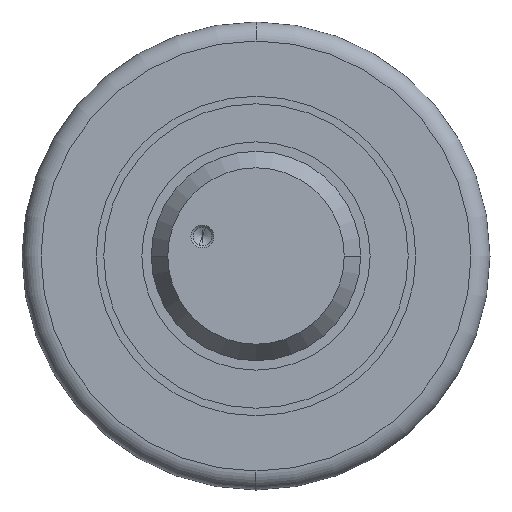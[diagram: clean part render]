
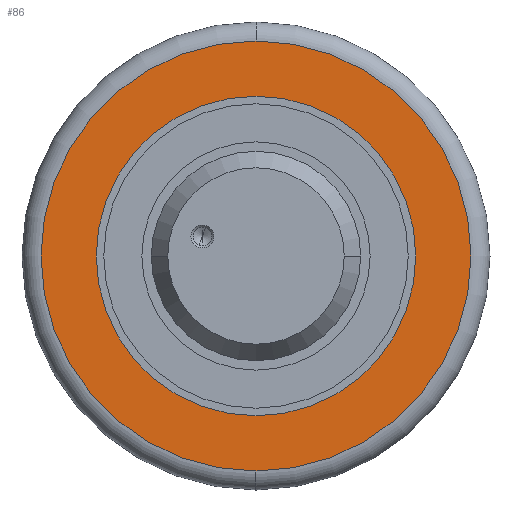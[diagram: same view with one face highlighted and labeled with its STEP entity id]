
A CAD part, left-side view. The second image highlights one B-rep face of the part: STEP entity #86.
In plain terms, the highlighted planar face has unit normal (-1, 0, 0).
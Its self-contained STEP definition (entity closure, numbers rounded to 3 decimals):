
#86=ADVANCED_FACE('',(#182,#183),#184,.T.);
#182=FACE_BOUND('',#294,.T.);
#183=FACE_OUTER_BOUND('',#295,.T.);
#184=PLANE('',#296);
#294=EDGE_LOOP('',(#624,#625));
#295=EDGE_LOOP('',(#626,#627,#628));
#296=AXIS2_PLACEMENT_3D('',#629,#630,#631);
#624=ORIENTED_EDGE('',*,*,#818,.T.);
#625=ORIENTED_EDGE('',*,*,#754,.T.);
#626=ORIENTED_EDGE('',*,*,#731,.T.);
#627=ORIENTED_EDGE('',*,*,#823,.T.);
#628=ORIENTED_EDGE('',*,*,#732,.T.);
#629=CARTESIAN_POINT('',(14.0,28.25,0.));
#630=DIRECTION('',(-1.0,0.,0.));
#631=DIRECTION('',(0.,1.0,0.));
#731=EDGE_CURVE('',#866,#864,#867,.T.);
#732=EDGE_CURVE('',#858,#866,#868,.T.);
#754=EDGE_CURVE('',#903,#907,#909,.T.);
#818=EDGE_CURVE('',#907,#903,#1012,.T.);
#823=EDGE_CURVE('',#864,#858,#1017,.T.);
#858=VERTEX_POINT('',#1058);
#864=VERTEX_POINT('',#1064);
#866=VERTEX_POINT('',#1066);
#867=CIRCLE('',#1067,56.5);
#868=CIRCLE('',#1068,56.5);
#903=VERTEX_POINT('',#1109);
#907=VERTEX_POINT('',#1114);
#909=CIRCLE('',#1117,42.0);
#1012=CIRCLE('',#1429,42.0);
#1017=CIRCLE('',#1434,56.5);
#1058=CARTESIAN_POINT('',(14.0,0.,56.5));
#1064=CARTESIAN_POINT('',(14.0,0.,-56.5));
#1066=CARTESIAN_POINT('',(14.0,56.5,0.));
#1067=AXIS2_PLACEMENT_3D('',#1480,#1481,#1482);
#1068=AXIS2_PLACEMENT_3D('',#1483,#1484,#1485);
#1109=CARTESIAN_POINT('',(14.0,0.,-42.0));
#1114=CARTESIAN_POINT('',(14.0,0.,42.0));
#1117=AXIS2_PLACEMENT_3D('',#1533,#1534,#1535);
#1429=AXIS2_PLACEMENT_3D('',#1635,#1636,#1637);
#1434=AXIS2_PLACEMENT_3D('',#1650,#1651,#1652);
#1480=CARTESIAN_POINT('',(14.0,0.0,0.));
#1481=DIRECTION('',(-1.0,0.0,0.));
#1482=DIRECTION('',(0.0,1.0,0.0));
#1483=CARTESIAN_POINT('',(14.0,0.0,0.));
#1484=DIRECTION('',(-1.0,0.0,0.));
#1485=DIRECTION('',(0.0,1.0,0.0));
#1533=CARTESIAN_POINT('',(14.0,0.0,0.0));
#1534=DIRECTION('',(1.0,0.,0.));
#1535=DIRECTION('',(0.,0.,-1.0));
#1635=CARTESIAN_POINT('',(14.0,0.0,0.0));
#1636=DIRECTION('',(1.0,0.,0.));
#1637=DIRECTION('',(0.,0.,-1.0));
#1650=CARTESIAN_POINT('',(14.0,0.0,0.));
#1651=DIRECTION('',(-1.0,0.0,0.));
#1652=DIRECTION('',(0.0,1.0,0.0));
